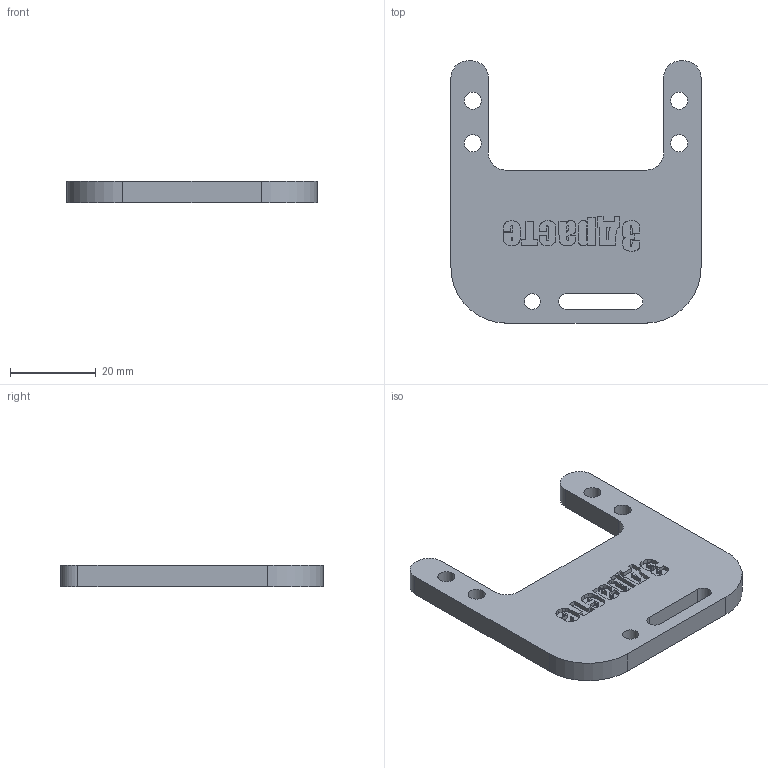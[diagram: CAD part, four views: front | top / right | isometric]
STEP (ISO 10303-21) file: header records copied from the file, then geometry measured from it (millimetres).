
FILE_DESCRIPTION(('STEP AP203'), '1');
FILE_NAME('ïëàñòèíêà äëÿ ñåðâ', '2024-11-29T14:03:05', ('Phantom'), (''), 'C3D Converter', 'C3D Toolkit', '');
FILE_SCHEMA(('CONFIG_CONTROL_DESIGN'));
Length unit declared in the file: millimetre
Products named in the file (1): пластинка для серв
Bounding box: 58.5 x 61.35 x 5 mm (x, y, z)
Volume: 11513.7 mm3; surface area: 6727.8 mm2
Topology: 1 solids, 1 shells, 225 faces, 630 edges, 417 vertices
Faces by surface type: extrusion 118, plane 92, cylinder 15
Full cylindrical faces by diameter (mm): 3.7 x1, 4 x4
Entity records: 9176 total; most frequent: CARTESIAN_POINT 1976, ORIENTED_EDGE 1250, DIRECTION 753, EDGE_CURVE 625, VECTOR 477, VERTEX_POINT 416, LINE 359, B_SPLINE_CURVE_WITH_KNOTS 354
